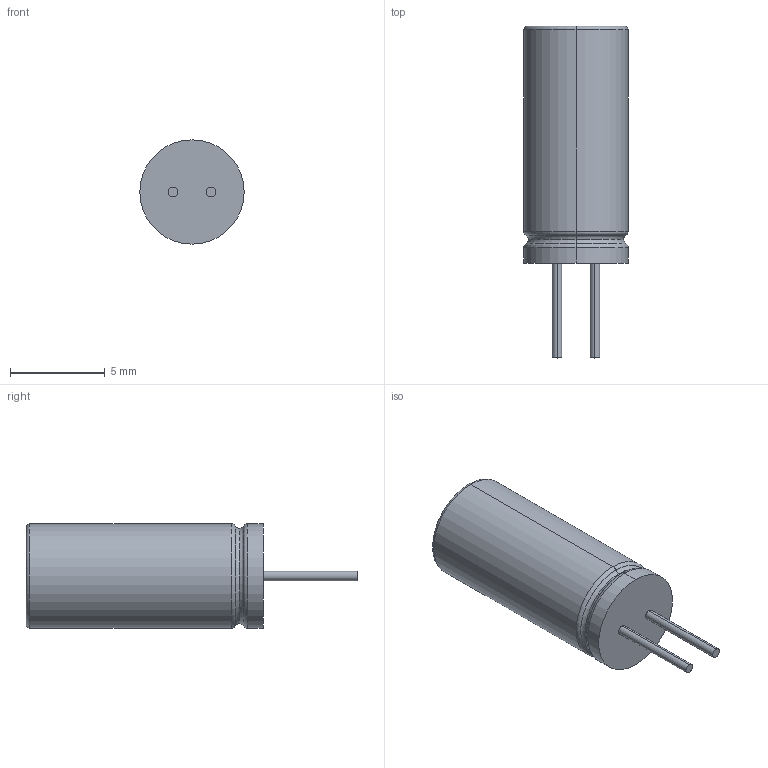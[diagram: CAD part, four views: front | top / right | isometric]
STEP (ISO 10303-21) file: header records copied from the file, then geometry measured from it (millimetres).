
FILE_DESCRIPTION (( 'STEP AP214' ), '1' );
FILE_NAME ('CAR_D5.5L12.5S2F0.5.STEP', '2016-07-06T15:42:17', ( '' ), ( '' ), 'SwSTEP 2.0', 'SolidWorks 2014', '' );
FILE_SCHEMA (( 'AUTOMOTIVE_DESIGN' ));
Length unit declared in the file: millimetre
Products named in the file (1): CAR_D5.5L12.5S2F0.5
Bounding box: 5.5 x 17.5 x 5.5 mm (x, y, z)
Volume: 297 mm3; surface area: 284 mm2
Topology: 4 solids, 4 shells, 79 faces, 195 edges, 126 vertices
Faces by surface type: plane 61, torus 10, cylinder 8
Entity records: 2995 total; most frequent: CARTESIAN_POINT 401, ORIENTED_EDGE 390, DIRECTION 389, EDGE_CURVE 195, VECTOR 161, LINE 161, VERTEX_POINT 126, AXIS2_PLACEMENT_3D 114
